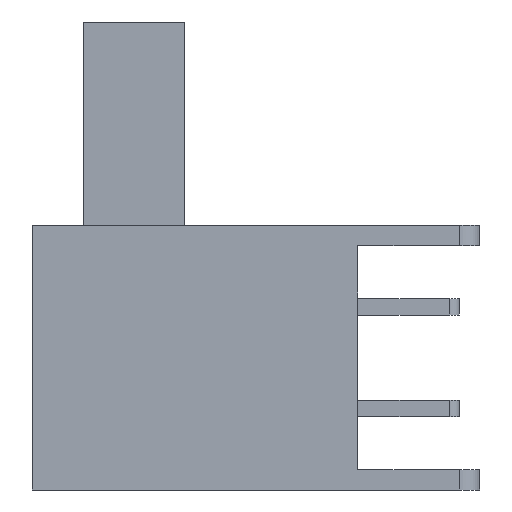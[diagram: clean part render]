
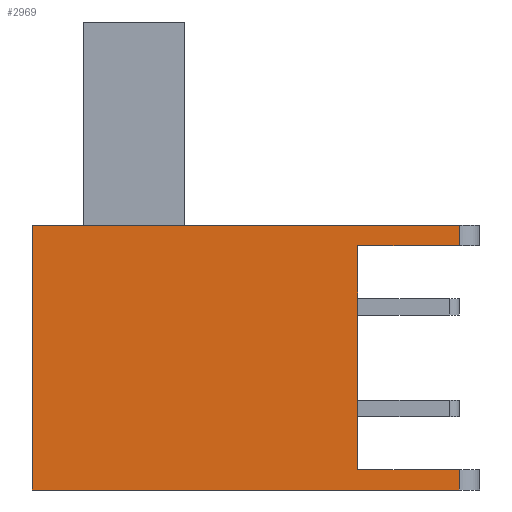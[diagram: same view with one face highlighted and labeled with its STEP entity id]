
A CAD part, left-side view. The second image highlights one B-rep face of the part: STEP entity #2969.
In plain terms, the highlighted planar face has unit normal (-1, 0, 0).
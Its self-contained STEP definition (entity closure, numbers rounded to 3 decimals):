
#32 = PLANE('',#33);
#33 = AXIS2_PLACEMENT_3D('',#34,#35,#36);
#34 = CARTESIAN_POINT('',(0.,0.,0.));
#35 = DIRECTION('',(0.,-1.,0.));
#36 = DIRECTION('',(0.,0.,-1.));
#984 = PLANE('',#985);
#985 = AXIS2_PLACEMENT_3D('',#986,#987,#988);
#986 = CARTESIAN_POINT('',(11.5,8.,-3.25));
#987 = DIRECTION('',(0.,0.,1.));
#988 = DIRECTION('',(1.,0.,0.));
#1152 = PLANE('',#1153);
#1153 = AXIS2_PLACEMENT_3D('',#1154,#1155,#1156);
#1154 = CARTESIAN_POINT('',(11.5,8.,3.25));
#1155 = DIRECTION('',(0.,0.,-1.));
#1156 = DIRECTION('',(-1.,0.,0.));
#1193 = VERTEX_POINT('',#1194);
#1194 = CARTESIAN_POINT('',(-11.5,0.,2.75));
#1208 = PLANE('',#1209);
#1209 = AXIS2_PLACEMENT_3D('',#1210,#1211,#1212);
#1210 = CARTESIAN_POINT('',(0.,0.,2.75));
#1211 = DIRECTION('',(0.,0.,-1.));
#1212 = DIRECTION('',(-1.,0.,0.));
#1220 = EDGE_CURVE('',#1221,#1193,#1223,.T.);
#1221 = VERTEX_POINT('',#1222);
#1222 = CARTESIAN_POINT('',(-11.5,0.,-2.75));
#1223 = SURFACE_CURVE('',#1224,(#1228,#1235),.PCURVE_S1.);
#1224 = LINE('',#1225,#1226);
#1225 = CARTESIAN_POINT('',(-11.5,0.,-3.25));
#1226 = VECTOR('',#1227,1.);
#1227 = DIRECTION('',(0.,0.,1.));
#1228 = PCURVE('',#32,#1229);
#1229 = DEFINITIONAL_REPRESENTATION('',(#1230),#1234);
#1230 = LINE('',#1231,#1232);
#1231 = CARTESIAN_POINT('',(3.25,-11.5));
#1232 = VECTOR('',#1233,1.);
#1233 = DIRECTION('',(-1.,0.));
#1234 = ( GEOMETRIC_REPRESENTATION_CONTEXT(2) 
PARAMETRIC_REPRESENTATION_CONTEXT() REPRESENTATION_CONTEXT('2D SPACE',''
  ) );
#1235 = PCURVE('',#1236,#1241);
#1236 = PLANE('',#1237);
#1237 = AXIS2_PLACEMENT_3D('',#1238,#1239,#1240);
#1238 = CARTESIAN_POINT('',(-11.5,8.,-3.25));
#1239 = DIRECTION('',(1.,0.,0.));
#1240 = DIRECTION('',(0.,0.,-1.));
#1241 = DEFINITIONAL_REPRESENTATION('',(#1242),#1246);
#1242 = LINE('',#1243,#1244);
#1243 = CARTESIAN_POINT('',(0.,-8.));
#1244 = VECTOR('',#1245,1.);
#1245 = DIRECTION('',(-1.,0.));
#1246 = ( GEOMETRIC_REPRESENTATION_CONTEXT(2) 
PARAMETRIC_REPRESENTATION_CONTEXT() REPRESENTATION_CONTEXT('2D SPACE',''
  ) );
#1262 = PLANE('',#1263);
#1263 = AXIS2_PLACEMENT_3D('',#1264,#1265,#1266);
#1264 = CARTESIAN_POINT('',(0.,0.,-2.75));
#1265 = DIRECTION('',(0.,0.,1.));
#1266 = DIRECTION('',(-1.,0.,0.));
#2200 = CYLINDRICAL_SURFACE('',#2201,0.5);
#2201 = AXIS2_PLACEMENT_3D('',#2202,#2203,#2204);
#2202 = CARTESIAN_POINT('',(-11.,-2.5,-2.75));
#2203 = DIRECTION('',(0.,0.,-1.));
#2204 = DIRECTION('',(-1.,0.,0.));
#2220 = VERTEX_POINT('',#2221);
#2221 = CARTESIAN_POINT('',(-11.5,-2.5,-2.75));
#2243 = EDGE_CURVE('',#2244,#2220,#2246,.T.);
#2244 = VERTEX_POINT('',#2245);
#2245 = CARTESIAN_POINT('',(-11.5,-2.5,-3.25));
#2246 = SURFACE_CURVE('',#2247,(#2251,#2258),.PCURVE_S1.);
#2247 = LINE('',#2248,#2249);
#2248 = CARTESIAN_POINT('',(-11.5,-2.5,-2.75));
#2249 = VECTOR('',#2250,1.);
#2250 = DIRECTION('',(0.,0.,1.));
#2251 = PCURVE('',#2200,#2252);
#2252 = DEFINITIONAL_REPRESENTATION('',(#2253),#2257);
#2253 = LINE('',#2254,#2255);
#2254 = CARTESIAN_POINT('',(6.283,0.));
#2255 = VECTOR('',#2256,1.);
#2256 = DIRECTION('',(0.,-1.));
#2257 = ( GEOMETRIC_REPRESENTATION_CONTEXT(2) 
PARAMETRIC_REPRESENTATION_CONTEXT() REPRESENTATION_CONTEXT('2D SPACE',''
  ) );
#2258 = PCURVE('',#1236,#2259);
#2259 = DEFINITIONAL_REPRESENTATION('',(#2260),#2264);
#2260 = LINE('',#2261,#2262);
#2261 = CARTESIAN_POINT('',(-0.5,-10.5));
#2262 = VECTOR('',#2263,1.);
#2263 = DIRECTION('',(-1.,0.));
#2264 = ( GEOMETRIC_REPRESENTATION_CONTEXT(2) 
PARAMETRIC_REPRESENTATION_CONTEXT() REPRESENTATION_CONTEXT('2D SPACE',''
  ) );
#2507 = EDGE_CURVE('',#2508,#2510,#2512,.T.);
#2508 = VERTEX_POINT('',#2509);
#2509 = CARTESIAN_POINT('',(-11.5,-2.5,2.75));
#2510 = VERTEX_POINT('',#2511);
#2511 = CARTESIAN_POINT('',(-11.5,-2.5,3.25));
#2512 = SURFACE_CURVE('',#2513,(#2517,#2529),.PCURVE_S1.);
#2513 = LINE('',#2514,#2515);
#2514 = CARTESIAN_POINT('',(-11.5,-2.5,-3.25));
#2515 = VECTOR('',#2516,1.);
#2516 = DIRECTION('',(0.,0.,1.));
#2517 = PCURVE('',#2518,#2523);
#2518 = CYLINDRICAL_SURFACE('',#2519,0.5);
#2519 = AXIS2_PLACEMENT_3D('',#2520,#2521,#2522);
#2520 = CARTESIAN_POINT('',(-11.,-2.5,2.75));
#2521 = DIRECTION('',(0.,0.,1.));
#2522 = DIRECTION('',(1.,0.,-0.));
#2523 = DEFINITIONAL_REPRESENTATION('',(#2524),#2528);
#2524 = LINE('',#2525,#2526);
#2525 = CARTESIAN_POINT('',(3.142,-6.));
#2526 = VECTOR('',#2527,1.);
#2527 = DIRECTION('',(0.,1.));
#2528 = ( GEOMETRIC_REPRESENTATION_CONTEXT(2) 
PARAMETRIC_REPRESENTATION_CONTEXT() REPRESENTATION_CONTEXT('2D SPACE',''
  ) );
#2529 = PCURVE('',#1236,#2530);
#2530 = DEFINITIONAL_REPRESENTATION('',(#2531),#2535);
#2531 = LINE('',#2532,#2533);
#2532 = CARTESIAN_POINT('',(0.,-10.5));
#2533 = VECTOR('',#2534,1.);
#2534 = DIRECTION('',(-1.,0.));
#2535 = ( GEOMETRIC_REPRESENTATION_CONTEXT(2) 
PARAMETRIC_REPRESENTATION_CONTEXT() REPRESENTATION_CONTEXT('2D SPACE',''
  ) );
#2659 = VERTEX_POINT('',#2660);
#2660 = CARTESIAN_POINT('',(-11.5,8.,3.25));
#2674 = PLANE('',#2675);
#2675 = AXIS2_PLACEMENT_3D('',#2676,#2677,#2678);
#2676 = CARTESIAN_POINT('',(0.,8.,0.));
#2677 = DIRECTION('',(0.,-1.,0.));
#2678 = DIRECTION('',(0.,0.,-1.));
#2686 = EDGE_CURVE('',#2659,#2510,#2687,.T.);
#2687 = SURFACE_CURVE('',#2688,(#2692,#2699),.PCURVE_S1.);
#2688 = LINE('',#2689,#2690);
#2689 = CARTESIAN_POINT('',(-11.5,8.,3.25));
#2690 = VECTOR('',#2691,1.);
#2691 = DIRECTION('',(0.,-1.,0.));
#2692 = PCURVE('',#1152,#2693);
#2693 = DEFINITIONAL_REPRESENTATION('',(#2694),#2698);
#2694 = LINE('',#2695,#2696);
#2695 = CARTESIAN_POINT('',(23.,0.));
#2696 = VECTOR('',#2697,1.);
#2697 = DIRECTION('',(0.,-1.));
#2698 = ( GEOMETRIC_REPRESENTATION_CONTEXT(2) 
PARAMETRIC_REPRESENTATION_CONTEXT() REPRESENTATION_CONTEXT('2D SPACE',''
  ) );
#2699 = PCURVE('',#1236,#2700);
#2700 = DEFINITIONAL_REPRESENTATION('',(#2701),#2705);
#2701 = LINE('',#2702,#2703);
#2702 = CARTESIAN_POINT('',(-6.5,0.));
#2703 = VECTOR('',#2704,1.);
#2704 = DIRECTION('',(0.,-1.));
#2705 = ( GEOMETRIC_REPRESENTATION_CONTEXT(2) 
PARAMETRIC_REPRESENTATION_CONTEXT() REPRESENTATION_CONTEXT('2D SPACE',''
  ) );
#2969 = ADVANCED_FACE('',(#2970),#1236,.F.);
#2970 = FACE_BOUND('',#2971,.T.);
#2971 = EDGE_LOOP('',(#2972,#2995,#2996,#3017,#3018,#3039,#3040,#3041));
#2972 = ORIENTED_EDGE('',*,*,#2973,.T.);
#2973 = EDGE_CURVE('',#2974,#2244,#2976,.T.);
#2974 = VERTEX_POINT('',#2975);
#2975 = CARTESIAN_POINT('',(-11.5,8.,-3.25));
#2976 = SURFACE_CURVE('',#2977,(#2981,#2988),.PCURVE_S1.);
#2977 = LINE('',#2978,#2979);
#2978 = CARTESIAN_POINT('',(-11.5,8.,-3.25));
#2979 = VECTOR('',#2980,1.);
#2980 = DIRECTION('',(0.,-1.,0.));
#2981 = PCURVE('',#1236,#2982);
#2982 = DEFINITIONAL_REPRESENTATION('',(#2983),#2987);
#2983 = LINE('',#2984,#2985);
#2984 = CARTESIAN_POINT('',(0.,0.));
#2985 = VECTOR('',#2986,1.);
#2986 = DIRECTION('',(0.,-1.));
#2987 = ( GEOMETRIC_REPRESENTATION_CONTEXT(2) 
PARAMETRIC_REPRESENTATION_CONTEXT() REPRESENTATION_CONTEXT('2D SPACE',''
  ) );
#2988 = PCURVE('',#984,#2989);
#2989 = DEFINITIONAL_REPRESENTATION('',(#2990),#2994);
#2990 = LINE('',#2991,#2992);
#2991 = CARTESIAN_POINT('',(-23.,0.));
#2992 = VECTOR('',#2993,1.);
#2993 = DIRECTION('',(0.,-1.));
#2994 = ( GEOMETRIC_REPRESENTATION_CONTEXT(2) 
PARAMETRIC_REPRESENTATION_CONTEXT() REPRESENTATION_CONTEXT('2D SPACE',''
  ) );
#2995 = ORIENTED_EDGE('',*,*,#2243,.T.);
#2996 = ORIENTED_EDGE('',*,*,#2997,.F.);
#2997 = EDGE_CURVE('',#1221,#2220,#2998,.T.);
#2998 = SURFACE_CURVE('',#2999,(#3003,#3010),.PCURVE_S1.);
#2999 = LINE('',#3000,#3001);
#3000 = CARTESIAN_POINT('',(-11.5,0.,-2.75));
#3001 = VECTOR('',#3002,1.);
#3002 = DIRECTION('',(0.,-1.,0.));
#3003 = PCURVE('',#1236,#3004);
#3004 = DEFINITIONAL_REPRESENTATION('',(#3005),#3009);
#3005 = LINE('',#3006,#3007);
#3006 = CARTESIAN_POINT('',(-0.5,-8.));
#3007 = VECTOR('',#3008,1.);
#3008 = DIRECTION('',(0.,-1.));
#3009 = ( GEOMETRIC_REPRESENTATION_CONTEXT(2) 
PARAMETRIC_REPRESENTATION_CONTEXT() REPRESENTATION_CONTEXT('2D SPACE',''
  ) );
#3010 = PCURVE('',#1262,#3011);
#3011 = DEFINITIONAL_REPRESENTATION('',(#3012),#3016);
#3012 = LINE('',#3013,#3014);
#3013 = CARTESIAN_POINT('',(11.5,0.));
#3014 = VECTOR('',#3015,1.);
#3015 = DIRECTION('',(0.,1.));
#3016 = ( GEOMETRIC_REPRESENTATION_CONTEXT(2) 
PARAMETRIC_REPRESENTATION_CONTEXT() REPRESENTATION_CONTEXT('2D SPACE',''
  ) );
#3017 = ORIENTED_EDGE('',*,*,#1220,.T.);
#3018 = ORIENTED_EDGE('',*,*,#3019,.T.);
#3019 = EDGE_CURVE('',#1193,#2508,#3020,.T.);
#3020 = SURFACE_CURVE('',#3021,(#3025,#3032),.PCURVE_S1.);
#3021 = LINE('',#3022,#3023);
#3022 = CARTESIAN_POINT('',(-11.5,0.,2.75));
#3023 = VECTOR('',#3024,1.);
#3024 = DIRECTION('',(0.,-1.,0.));
#3025 = PCURVE('',#1236,#3026);
#3026 = DEFINITIONAL_REPRESENTATION('',(#3027),#3031);
#3027 = LINE('',#3028,#3029);
#3028 = CARTESIAN_POINT('',(-6.,-8.));
#3029 = VECTOR('',#3030,1.);
#3030 = DIRECTION('',(0.,-1.));
#3031 = ( GEOMETRIC_REPRESENTATION_CONTEXT(2) 
PARAMETRIC_REPRESENTATION_CONTEXT() REPRESENTATION_CONTEXT('2D SPACE',''
  ) );
#3032 = PCURVE('',#1208,#3033);
#3033 = DEFINITIONAL_REPRESENTATION('',(#3034),#3038);
#3034 = LINE('',#3035,#3036);
#3035 = CARTESIAN_POINT('',(11.5,0.));
#3036 = VECTOR('',#3037,1.);
#3037 = DIRECTION('',(0.,-1.));
#3038 = ( GEOMETRIC_REPRESENTATION_CONTEXT(2) 
PARAMETRIC_REPRESENTATION_CONTEXT() REPRESENTATION_CONTEXT('2D SPACE',''
  ) );
#3039 = ORIENTED_EDGE('',*,*,#2507,.T.);
#3040 = ORIENTED_EDGE('',*,*,#2686,.F.);
#3041 = ORIENTED_EDGE('',*,*,#3042,.F.);
#3042 = EDGE_CURVE('',#2974,#2659,#3043,.T.);
#3043 = SURFACE_CURVE('',#3044,(#3048,#3055),.PCURVE_S1.);
#3044 = LINE('',#3045,#3046);
#3045 = CARTESIAN_POINT('',(-11.5,8.,-3.25));
#3046 = VECTOR('',#3047,1.);
#3047 = DIRECTION('',(0.,0.,1.));
#3048 = PCURVE('',#1236,#3049);
#3049 = DEFINITIONAL_REPRESENTATION('',(#3050),#3054);
#3050 = LINE('',#3051,#3052);
#3051 = CARTESIAN_POINT('',(0.,0.));
#3052 = VECTOR('',#3053,1.);
#3053 = DIRECTION('',(-1.,0.));
#3054 = ( GEOMETRIC_REPRESENTATION_CONTEXT(2) 
PARAMETRIC_REPRESENTATION_CONTEXT() REPRESENTATION_CONTEXT('2D SPACE',''
  ) );
#3055 = PCURVE('',#2674,#3056);
#3056 = DEFINITIONAL_REPRESENTATION('',(#3057),#3061);
#3057 = LINE('',#3058,#3059);
#3058 = CARTESIAN_POINT('',(3.25,-11.5));
#3059 = VECTOR('',#3060,1.);
#3060 = DIRECTION('',(-1.,0.));
#3061 = ( GEOMETRIC_REPRESENTATION_CONTEXT(2) 
PARAMETRIC_REPRESENTATION_CONTEXT() REPRESENTATION_CONTEXT('2D SPACE',''
  ) );
